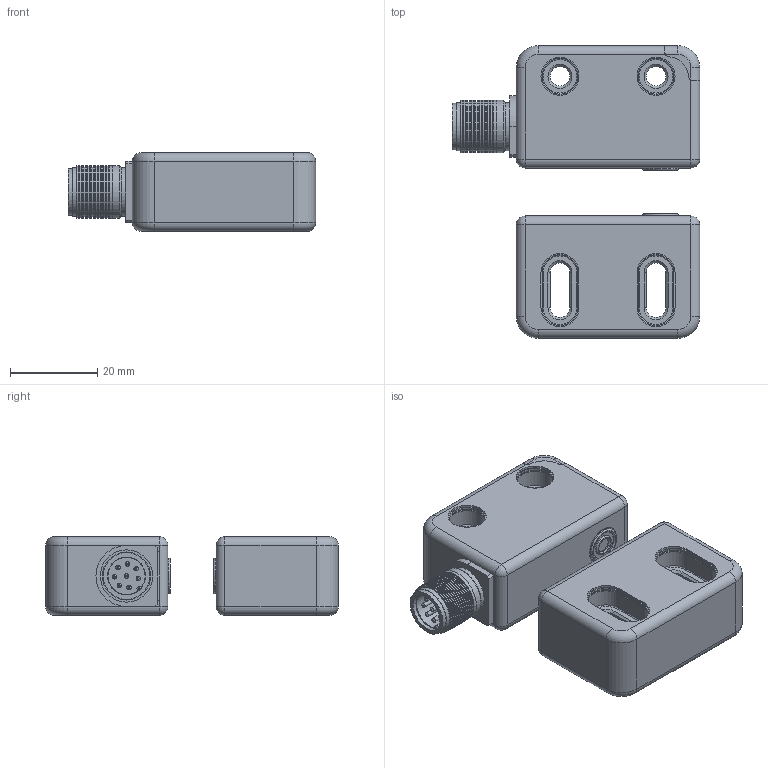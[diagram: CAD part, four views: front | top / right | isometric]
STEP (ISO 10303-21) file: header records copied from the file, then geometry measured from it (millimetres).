
FILE_DESCRIPTION(/* description */ (''),/* implementation_level */ '2;1');
FILE_NAME(/* name */ '3D_SSF8GM.stp',/* time_stamp */ '2024-02-27T08:47:28+01:00',/* author */ (''),/* organization */ (''),/* preprocessor_version */ 'ST-DEVELOPER v16.7',/* originating_system */ 'SIEMENS PLM Software NX 12.0',/* authorisation */ '');
FILE_SCHEMA (('AUTOMOTIVE_DESIGN { 1 0 10303 214 3 1 1 1 }'));
Length unit declared in the file: millimetre
Products named in the file (1): Rugg87004DBCi5m1
Bounding box: 56.66 x 67 x 18 mm (x, y, z)
Surface area: 12583.7 mm2 (no closed solid volume)
Topology: 0 solids, 15 shells, 368 faces, 802 edges, 486 vertices
Faces by surface type: cylinder 138, plane 136, torus 52, cone 25, bspline 9, sphere 8
Full cylindrical faces by diameter (mm): 1 x8, 1.1 x1, 3.3 x2, 4.5 x2, 4.8 x2, 6.7 x2, 8.2 x10, 8.7 x5, 9 x1, 10.7 x1, 11 x2, 11.3 x12, 12 x14
Entity records: 10406 total; most frequent: DIRECTION 1950, CARTESIAN_POINT 1948, ORIENTED_EDGE 1533, AXIS2_PLACEMENT_3D 801, EDGE_CURVE 795, VERTEX_POINT 487, CIRCLE 441, EDGE_LOOP 430
